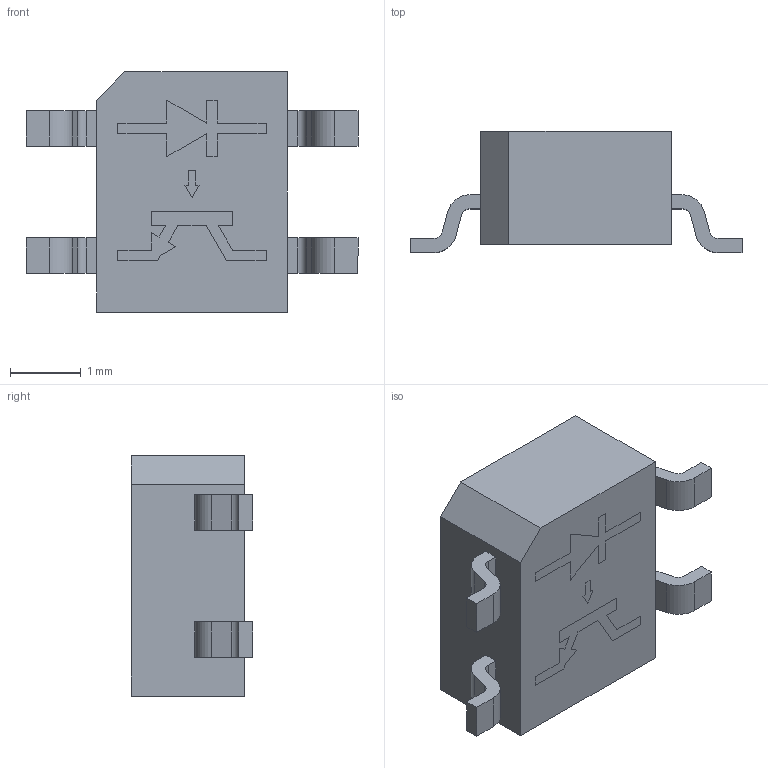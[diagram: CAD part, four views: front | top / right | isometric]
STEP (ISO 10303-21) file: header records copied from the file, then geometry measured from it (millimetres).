
FILE_DESCRIPTION (( 'STEP AP214' ), '1' );
FILE_NAME ('Fairchild_QRE1113GR.step', '2020-12-07T12:10:42+00:00', 'Stefan Hamminga', '', '', '', '');
FILE_SCHEMA (( 'AUTOMOTIVE_DESIGN' ));
Length unit declared in the file: millimetre
Products named in the file (1): Fairchild_QRE1113GR
Bounding box: 4.7 x 1.72 x 3.4 mm (x, y, z)
Volume: 14.1 mm3; surface area: 47.7 mm2
Topology: 1 solids, 1 shells, 73 faces, 230 edges, 168 vertices
Faces by surface type: plane 57, cylinder 16
Entity records: 3249 total; most frequent: CARTESIAN_POINT 472, ORIENTED_EDGE 460, DIRECTION 410, EDGE_CURVE 230, LINE 198, VECTOR 198, VERTEX_POINT 168, AXIS2_PLACEMENT_3D 106
